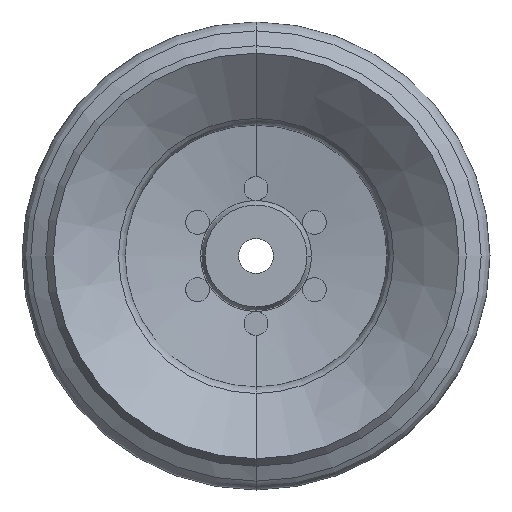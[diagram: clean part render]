
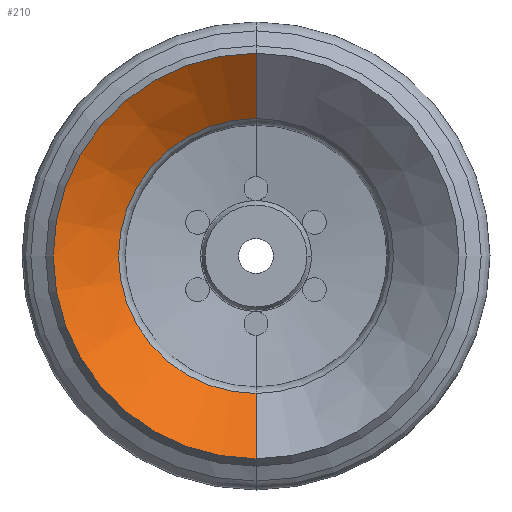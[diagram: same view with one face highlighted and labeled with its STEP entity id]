
A CAD part, front view. The second image highlights one B-rep face of the part: STEP entity #210.
In plain terms, the highlighted conical face has half-angle 51.03 degrees and reference radius 17.335 mm.
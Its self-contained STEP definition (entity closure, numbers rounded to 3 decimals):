
#210=ADVANCED_FACE('',(#516),#517,.F.);
#516=FACE_OUTER_BOUND('',#934,.T.);
#517=CONICAL_SURFACE('',#935,17.335,0.891);
#934=EDGE_LOOP('',(#4979,#4980,#4981,#4982));
#935=AXIS2_PLACEMENT_3D('',#4983,#4984,#4985);
#4979=ORIENTED_EDGE('',*,*,#5869,.T.);
#4980=ORIENTED_EDGE('',*,*,#5955,.T.);
#4981=ORIENTED_EDGE('',*,*,#5956,.F.);
#4982=ORIENTED_EDGE('',*,*,#5957,.F.);
#4983=CARTESIAN_POINT('',(0.0,-27.349,0.0));
#4984=DIRECTION('',(0.0,-1.0,-0.0));
#4985=DIRECTION('',(0.0,0.0,-1.0));
#5869=EDGE_CURVE('',#6321,#6325,#6327,.T.);
#5955=EDGE_CURVE('',#6325,#6460,#6466,.T.);
#5956=EDGE_CURVE('',#6461,#6460,#6467,.T.);
#5957=EDGE_CURVE('',#6321,#6461,#6468,.T.);
#6321=VERTEX_POINT('',#6955);
#6325=VERTEX_POINT('',#6959);
#6327=CIRCLE('',#6961,17.335);
#6460=VERTEX_POINT('',#7653);
#6461=VERTEX_POINT('',#7654);
#6466=LINE('',#7661,#7662);
#6467=CIRCLE('',#7663,25.557);
#6468=LINE('',#7664,#7665);
#6955=CARTESIAN_POINT('',(0.,-27.349,-17.335));
#6959=CARTESIAN_POINT('',(0.0,-27.349,17.335));
#6961=AXIS2_PLACEMENT_3D('',#9459,#9460,#9461);
#7653=CARTESIAN_POINT('',(0.,-34.0,25.557));
#7654=CARTESIAN_POINT('',(0.0,-34.0,-25.557));
#7661=CARTESIAN_POINT('',(0.,-27.349,17.335));
#7662=VECTOR('',#9557,1000.0);
#7663=AXIS2_PLACEMENT_3D('',#9558,#9559,#9560);
#7664=CARTESIAN_POINT('',(0.0,-27.349,-17.335));
#7665=VECTOR('',#9561,1000.0);
#9459=CARTESIAN_POINT('',(0.0,-27.349,0.0));
#9460=DIRECTION('',(0.0,1.0,0.0));
#9461=DIRECTION('',(0.0,0.0,1.0));
#9557=DIRECTION('',(0.,-0.629,0.777));
#9558=CARTESIAN_POINT('',(0.0,-34.0,0.0));
#9559=DIRECTION('',(0.0,1.0,0.0));
#9560=DIRECTION('',(0.0,0.0,1.0));
#9561=DIRECTION('',(0.0,-0.629,-0.777));
